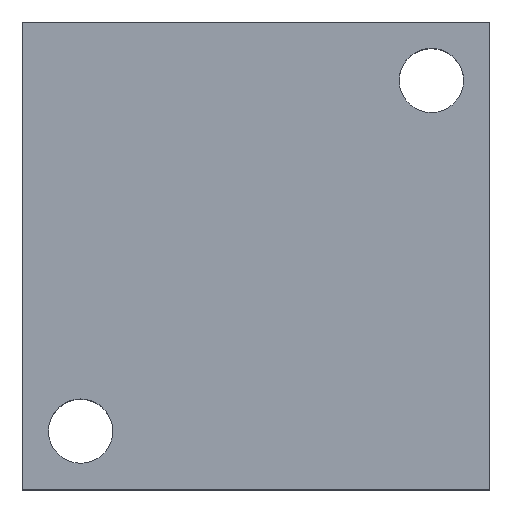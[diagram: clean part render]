
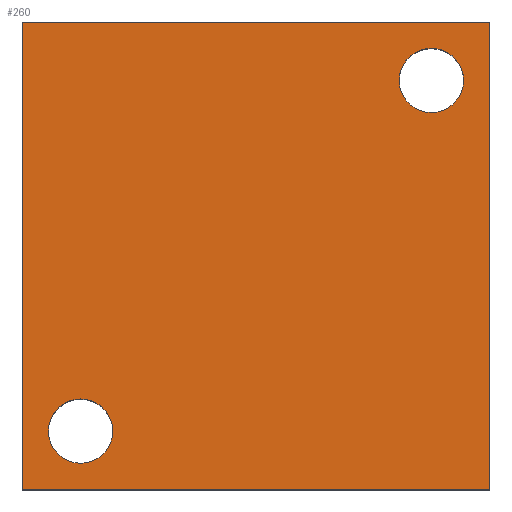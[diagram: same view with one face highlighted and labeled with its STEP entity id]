
A CAD part, top view. The second image highlights one B-rep face of the part: STEP entity #260.
In plain terms, the highlighted planar face has unit normal (0, 0, 1).
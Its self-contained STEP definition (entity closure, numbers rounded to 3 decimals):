
#20=LINE('',#433,#32);
#22=LINE('',#437,#34);
#24=LINE('',#441,#36);
#26=LINE('',#444,#38);
#32=VECTOR('',#364,10.);
#34=VECTOR('',#368,10.);
#36=VECTOR('',#372,10.);
#38=VECTOR('',#376,10.);
#44=PLANE('',#300);
#65=FACE_BOUND('',#127,.T.);
#66=FACE_BOUND('',#128,.T.);
#76=CIRCLE('',#291,2.75);
#78=CIRCLE('',#294,2.75);
#94=FACE_OUTER_BOUND('',#126,.T.);
#126=EDGE_LOOP('',(#233,#234,#235,#236));
#127=EDGE_LOOP('',(#237));
#128=EDGE_LOOP('',(#238));
#144=VERTEX_POINT('',#413);
#146=VERTEX_POINT('',#418);
#151=VERTEX_POINT('',#430);
#152=VERTEX_POINT('',#432);
#153=VERTEX_POINT('',#436);
#154=VERTEX_POINT('',#440);
#168=EDGE_CURVE('',#144,#144,#76,.T.);
#170=EDGE_CURVE('',#146,#146,#78,.T.);
#176=EDGE_CURVE('',#152,#151,#20,.T.);
#178=EDGE_CURVE('',#153,#152,#22,.T.);
#180=EDGE_CURVE('',#154,#153,#24,.T.);
#182=EDGE_CURVE('',#151,#154,#26,.T.);
#233=ORIENTED_EDGE('',*,*,#182,.T.);
#234=ORIENTED_EDGE('',*,*,#180,.T.);
#235=ORIENTED_EDGE('',*,*,#178,.T.);
#236=ORIENTED_EDGE('',*,*,#176,.T.);
#237=ORIENTED_EDGE('',*,*,#168,.T.);
#238=ORIENTED_EDGE('',*,*,#170,.T.);
#260=ADVANCED_FACE('',(#94,#65,#66),#44,.T.);
#291=AXIS2_PLACEMENT_3D('',#414,#347,#348);
#294=AXIS2_PLACEMENT_3D('',#419,#353,#354);
#300=AXIS2_PLACEMENT_3D('',#445,#377,#378);
#347=DIRECTION('center_axis',(0.,0.,-1.));
#348=DIRECTION('ref_axis',(-1.,0.,0.));
#353=DIRECTION('center_axis',(0.,0.,-1.));
#354=DIRECTION('ref_axis',(-1.,0.,0.));
#364=DIRECTION('',(0.,-1.,0.));
#368=DIRECTION('',(-1.,0.,0.));
#372=DIRECTION('',(0.,1.,0.));
#376=DIRECTION('',(1.,0.,0.));
#377=DIRECTION('center_axis',(0.,0.,1.));
#378=DIRECTION('ref_axis',(1.,0.,0.));
#413=CARTESIAN_POINT('',(-12.25,-15.,10.));
#414=CARTESIAN_POINT('Origin',(-15.,-15.,10.));
#418=CARTESIAN_POINT('',(17.75,15.,10.));
#419=CARTESIAN_POINT('Origin',(15.,15.,10.));
#430=CARTESIAN_POINT('',(-20.,-20.,10.));
#432=CARTESIAN_POINT('',(-20.,20.,10.));
#433=CARTESIAN_POINT('',(-20.,20.,10.));
#436=CARTESIAN_POINT('',(20.,20.,10.));
#437=CARTESIAN_POINT('',(20.,20.,10.));
#440=CARTESIAN_POINT('',(20.,-20.,10.));
#441=CARTESIAN_POINT('',(20.,-20.,10.));
#444=CARTESIAN_POINT('',(-20.,-20.,10.));
#445=CARTESIAN_POINT('Origin',(0.,0.,10.));
